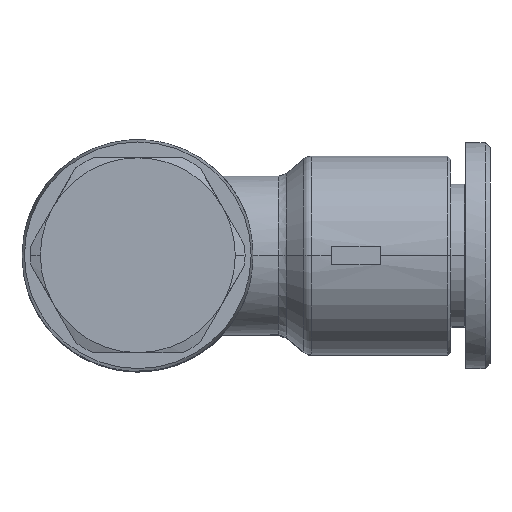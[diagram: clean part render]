
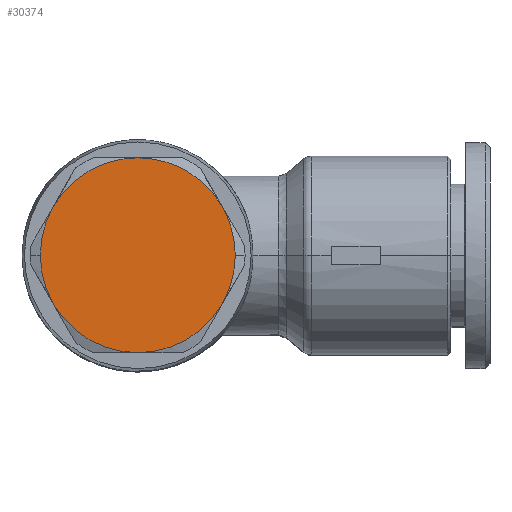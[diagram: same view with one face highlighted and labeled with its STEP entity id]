
A CAD part, top view. The second image highlights one B-rep face of the part: STEP entity #30374.
In plain terms, the highlighted planar face has unit normal (0, 0, 1).
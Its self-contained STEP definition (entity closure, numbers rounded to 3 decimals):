
#1276=CARTESIAN_POINT('',(-3.1,0.,11.3));
#1277=VERTEX_POINT('',#1276);
#1285=CARTESIAN_POINT('',(-2.028,-4.,11.3));
#1286=VERTEX_POINT('',#1285);
#1300=CARTESIAN_POINT('',(4.9,0.,11.3));
#1301=DIRECTION('',(0.0,0.0,1.0));
#1302=DIRECTION('',(1.0,0.0,0.0));
#1303=AXIS2_PLACEMENT_3D('',#1300,#1301,#1302);
#1304=CIRCLE('',#1303,8.);
#1305=EDGE_CURVE('',#1277,#1286,#1304,.T.);
#1315=CARTESIAN_POINT('',(12.9,0.,11.3));
#1316=VERTEX_POINT('',#1315);
#1323=CARTESIAN_POINT('',(11.828,-4.,11.3));
#1324=VERTEX_POINT('',#1323);
#1325=CARTESIAN_POINT('',(4.9,0.,11.3));
#1326=DIRECTION('',(0.0,0.0,1.0));
#1327=DIRECTION('',(1.0,0.0,0.0));
#1328=AXIS2_PLACEMENT_3D('',#1325,#1326,#1327);
#1329=CIRCLE('',#1328,8.);
#1330=EDGE_CURVE('',#1324,#1316,#1329,.T.);
#29768=CARTESIAN_POINT('',(11.828,4.,11.3));
#29769=VERTEX_POINT('',#29768);
#29792=CARTESIAN_POINT('',(4.9,8.0,11.3));
#29793=VERTEX_POINT('',#29792);
#29807=CARTESIAN_POINT('',(4.9,0.,11.3));
#29808=DIRECTION('',(0.0,0.0,1.0));
#29809=DIRECTION('',(1.0,0.0,0.0));
#29810=AXIS2_PLACEMENT_3D('',#29807,#29808,#29809);
#29811=CIRCLE('',#29810,8.);
#29812=EDGE_CURVE('',#29769,#29793,#29811,.T.);
#29845=CARTESIAN_POINT('',(4.9,0.,11.3));
#29846=DIRECTION('',(0.0,0.0,1.0));
#29847=DIRECTION('',(1.0,0.0,0.0));
#29848=AXIS2_PLACEMENT_3D('',#29845,#29846,#29847);
#29849=CIRCLE('',#29848,8.);
#29850=EDGE_CURVE('',#1316,#29769,#29849,.T.);
#29862=CARTESIAN_POINT('',(4.9,-8.,11.3));
#29863=VERTEX_POINT('',#29862);
#29899=CARTESIAN_POINT('',(4.9,0.,11.3));
#29900=DIRECTION('',(0.0,0.0,1.0));
#29901=DIRECTION('',(1.0,0.0,0.0));
#29902=AXIS2_PLACEMENT_3D('',#29899,#29900,#29901);
#29903=CIRCLE('',#29902,8.);
#29904=EDGE_CURVE('',#29863,#1324,#29903,.T.);
#29929=CARTESIAN_POINT('',(4.9,0.,11.3));
#29930=DIRECTION('',(0.0,0.0,1.0));
#29931=DIRECTION('',(1.0,0.0,0.0));
#29932=AXIS2_PLACEMENT_3D('',#29929,#29930,#29931);
#29933=CIRCLE('',#29932,8.);
#29934=EDGE_CURVE('',#1286,#29863,#29933,.T.);
#29967=CARTESIAN_POINT('',(-2.028,4.,11.3));
#29968=VERTEX_POINT('',#29967);
#29969=CARTESIAN_POINT('',(4.9,0.,11.3));
#29970=DIRECTION('',(0.0,0.0,1.0));
#29971=DIRECTION('',(1.0,0.0,0.0));
#29972=AXIS2_PLACEMENT_3D('',#29969,#29970,#29971);
#29973=CIRCLE('',#29972,8.);
#29974=EDGE_CURVE('',#29968,#1277,#29973,.T.);
#30021=CARTESIAN_POINT('',(4.9,0.,11.3));
#30022=DIRECTION('',(0.0,0.0,1.0));
#30023=DIRECTION('',(1.0,0.0,0.0));
#30024=AXIS2_PLACEMENT_3D('',#30021,#30022,#30023);
#30025=CIRCLE('',#30024,8.);
#30026=EDGE_CURVE('',#29793,#29968,#30025,.T.);
#30359=CARTESIAN_POINT('',(9.65,0.,11.3));
#30360=DIRECTION('',(0.0,0.0,1.0));
#30361=DIRECTION('',(-1.0,0.0,0.0));
#30362=AXIS2_PLACEMENT_3D('',#30359,#30360,#30361);
#30363=PLANE('',#30362);
#30364=ORIENTED_EDGE('',*,*,#30026,.T.);
#30365=ORIENTED_EDGE('',*,*,#29974,.T.);
#30366=ORIENTED_EDGE('',*,*,#1305,.T.);
#30367=ORIENTED_EDGE('',*,*,#29934,.T.);
#30368=ORIENTED_EDGE('',*,*,#29904,.T.);
#30369=ORIENTED_EDGE('',*,*,#1330,.T.);
#30370=ORIENTED_EDGE('',*,*,#29850,.T.);
#30371=ORIENTED_EDGE('',*,*,#29812,.T.);
#30372=EDGE_LOOP('',(#30364,#30365,#30366,#30367,#30368,#30369,#30370,#30371));
#30373=FACE_OUTER_BOUND('',#30372,.T.);
#30374=ADVANCED_FACE('',(#30373),#30363,.T.);
